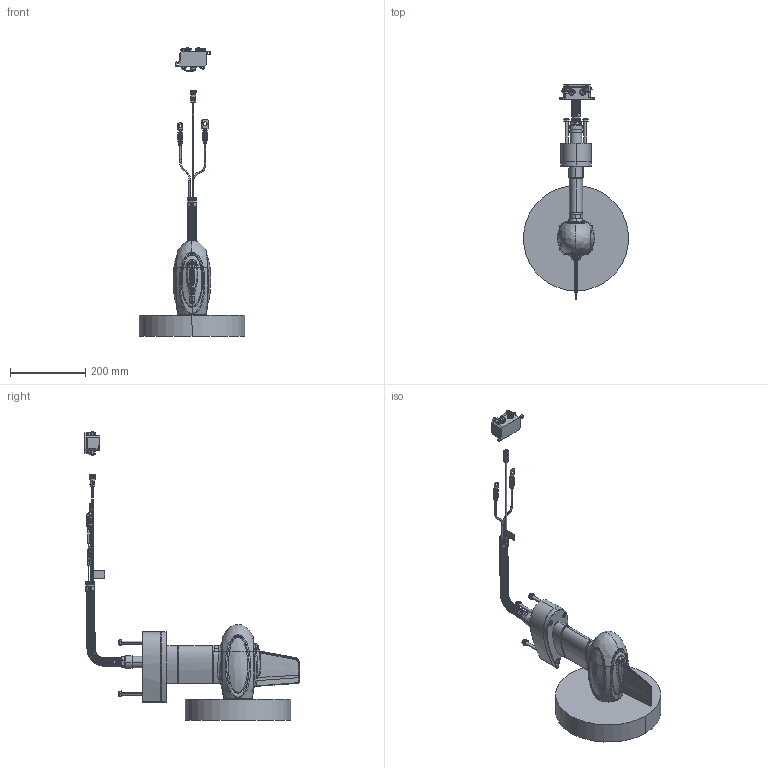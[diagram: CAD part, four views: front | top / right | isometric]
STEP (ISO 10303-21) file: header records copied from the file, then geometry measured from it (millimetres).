
FILE_DESCRIPTION (( 'STEP AP214' ), '1' );
FILE_NAME ('Pod Drive 1.0 Evo-俋夤耀倰.STEP', '2022-12-08T07:15:31', ( '' ), ( '' ), 'SwSTEP 2.0', 'SolidWorks 2016', '' );
FILE_SCHEMA (( 'AUTOMOTIVE_DESIGN' ));
Length unit declared in the file: millimetre
Products named in the file (1): Pod Drive 1.0 Evo-俋夤耀倰
Bounding box: 280 x 570.72 x 768.04 mm (x, y, z)
Surface area: 460284.2 mm2 (no closed solid volume)
Topology: 0 solids, 127 shells, 1746 faces, 5149 edges, 3442 vertices
Faces by surface type: bspline 699, plane 508, cylinder 411, cone 87, torus 41
Entity records: 130599 total; most frequent: CARTESIAN_POINT 90298, ORIENTED_EDGE 8617, DIRECTION 6823, EDGE_CURVE 5078, VERTEX_POINT 3441, AXIS2_PLACEMENT_3D 2611, EDGE_LOOP 1907, B_SPLINE_CURVE_WITH_KNOTS 1815
